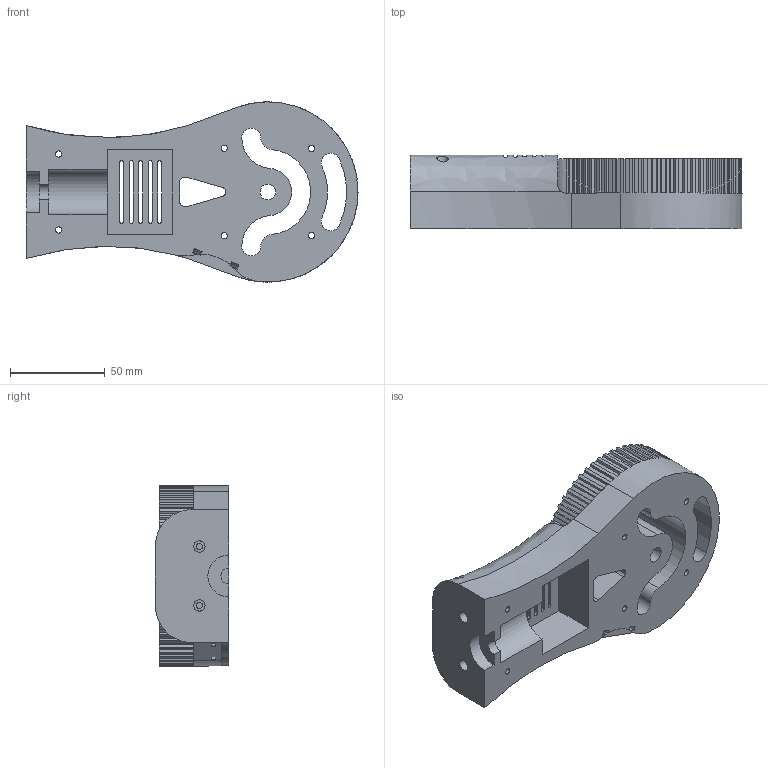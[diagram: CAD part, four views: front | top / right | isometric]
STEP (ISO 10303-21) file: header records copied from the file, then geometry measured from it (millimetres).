
FILE_DESCRIPTION(/* description */ (''),/* implementation_level */ '2;1');
FILE_NAME(/* name */ '3M2CC v1.step',/* time_stamp */ '2019-03-05T07:34:49-06:00',/* author */ (''),/* organization */ (''),/* preprocessor_version */ 'ST-DEVELOPER v17.2',/* originating_system */ 'Autodesk Translation Framework v7.6.0.251',/* authorisation */ '');
FILE_SCHEMA (('AUTOMOTIVE_DESIGN { 1 0 10303 214 3 1 1 }'));
Length unit declared in the file: millimetre
Products named in the file (1): 3M2CC
Bounding box: 175 x 38.75 x 95 mm (x, y, z)
Volume: 322675.1 mm3; surface area: 71215.4 mm2
Topology: 1 solids, 1 shells, 402 faces, 1221 edges, 818 vertices
Faces by surface type: plane 266, cylinder 132, bspline 4
Full cylindrical faces by diameter (mm): 3.3 x8, 6 x8, 8.3 x1
Entity records: 14896 total; most frequent: CARTESIAN_POINT 3575, ORIENTED_EDGE 2442, DIRECTION 2329, EDGE_CURVE 1221, VERTEX_POINT 818, LINE 795, VECTOR 795, AXIS2_PLACEMENT_3D 767
